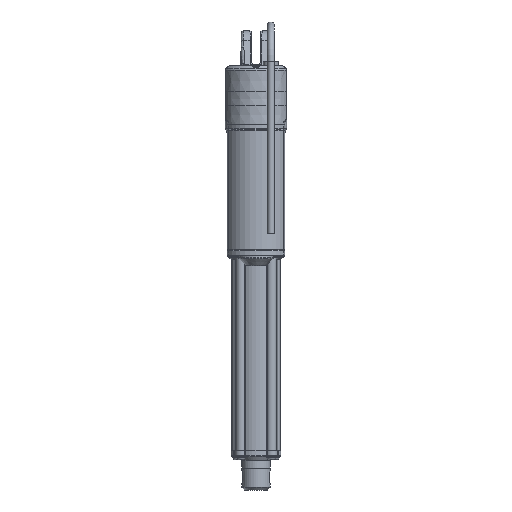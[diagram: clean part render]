
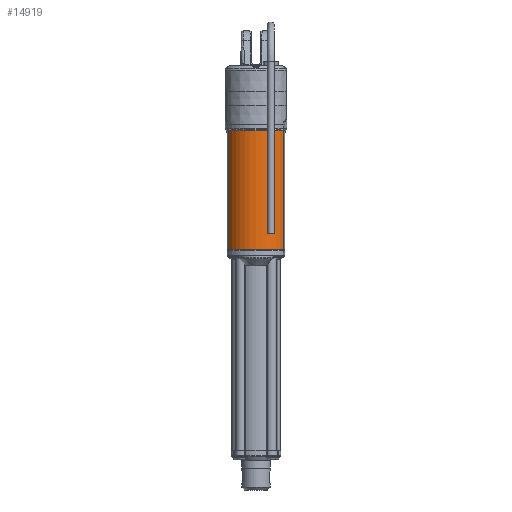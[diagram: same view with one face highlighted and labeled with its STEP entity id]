
A CAD part, left-side view. The second image highlights one B-rep face of the part: STEP entity #14919.
In plain terms, the highlighted cylindrical face has radius 22.5 mm (diameter 45 mm), a partial arc.
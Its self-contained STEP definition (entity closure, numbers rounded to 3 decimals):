
#314 = ORIENTED_EDGE ( 'NONE', *, *, #19189, .F. ) ;
#823 = DIRECTION ( 'NONE',  ( 0., 0., -1. ) ) ;
#1048 = AXIS2_PLACEMENT_3D ( 'NONE', #8402, #2026, #3057 ) ;
#1490 = CARTESIAN_POINT ( 'NONE',  ( 0., 0., -17. ) ) ;
#2026 = DIRECTION ( 'NONE',  ( 0., 0., 1. ) ) ;
#2447 = DIRECTION ( 'NONE',  ( 0., 0., -1. ) ) ;
#3057 = DIRECTION ( 'NONE',  ( 1., 0., 0. ) ) ;
#3223 = ORIENTED_EDGE ( 'NONE', *, *, #6972, .T. ) ;
#5269 = VERTEX_POINT ( 'NONE', #10802 ) ;
#6432 = VERTEX_POINT ( 'NONE', #18472 ) ;
#6498 = CARTESIAN_POINT ( 'NONE',  ( 0., 0., -100. ) ) ;
#6506 = CIRCLE ( 'NONE', #16335, 22.5 ) ;
#6972 = EDGE_CURVE ( 'NONE', #18244, #18357, #18090, .T. ) ;
#7723 = LINE ( 'NONE', #16436, #15130 ) ;
#8402 = CARTESIAN_POINT ( 'NONE',  ( 0., 0., 1000. ) ) ;
#8885 = ORIENTED_EDGE ( 'NONE', *, *, #12568, .T. ) ;
#9559 = CARTESIAN_POINT ( 'NONE',  ( -11.589, 19.286, -17. ) ) ;
#9924 = CARTESIAN_POINT ( 'NONE',  ( -11.589, 19.286, -100. ) ) ;
#10399 = VECTOR ( 'NONE', #18783, 1000. ) ;
#10802 = CARTESIAN_POINT ( 'NONE',  ( -11.589, -19.286, -17. ) ) ;
#11790 = EDGE_LOOP ( 'NONE', ( #314, #14879, #8885, #3223 ) ) ;
#12568 = EDGE_CURVE ( 'NONE', #5269, #18244, #6506, .T. ) ;
#12617 = DIRECTION ( 'NONE',  ( -1., 0., 0. ) ) ;
#13446 = DIRECTION ( 'NONE',  ( 0., 0., 1. ) ) ;
#14879 = ORIENTED_EDGE ( 'NONE', *, *, #16176, .T. ) ;
#14919 = ADVANCED_FACE ( 'NONE', ( #19869 ), #16438, .T. ) ;
#15130 = VECTOR ( 'NONE', #13446, 1000. ) ;
#15359 = CIRCLE ( 'NONE', #18526, 22.5 ) ;
#16176 = EDGE_CURVE ( 'NONE', #6432, #5269, #7723, .T. ) ;
#16335 = AXIS2_PLACEMENT_3D ( 'NONE', #1490, #823, #12617 ) ;
#16436 = CARTESIAN_POINT ( 'NONE',  ( -11.589, -19.286, 1000. ) ) ;
#16438 = CYLINDRICAL_SURFACE ( 'NONE', #1048, 22.5 ) ;
#18090 = LINE ( 'NONE', #20799, #10399 ) ;
#18234 = DIRECTION ( 'NONE',  ( -1., 0., 0. ) ) ;
#18244 = VERTEX_POINT ( 'NONE', #9559 ) ;
#18357 = VERTEX_POINT ( 'NONE', #9924 ) ;
#18472 = CARTESIAN_POINT ( 'NONE',  ( -11.589, -19.286, -100. ) ) ;
#18526 = AXIS2_PLACEMENT_3D ( 'NONE', #6498, #2447, #18234 ) ;
#18783 = DIRECTION ( 'NONE',  ( 0., 0., -1. ) ) ;
#19189 = EDGE_CURVE ( 'NONE', #6432, #18357, #15359, .T. ) ;
#19869 = FACE_OUTER_BOUND ( 'NONE', #11790, .T. ) ;
#20799 = CARTESIAN_POINT ( 'NONE',  ( -11.589, 19.286, 1000. ) ) ;
